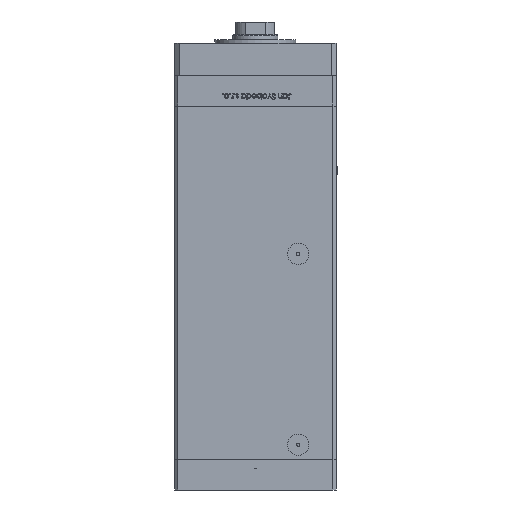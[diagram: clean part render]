
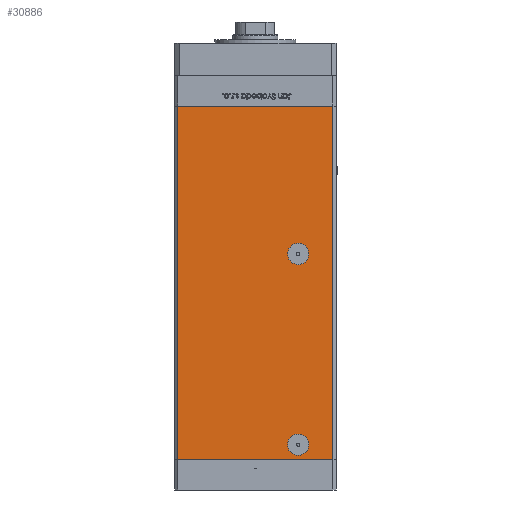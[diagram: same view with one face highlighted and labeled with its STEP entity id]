
A CAD part, front view. The second image highlights one B-rep face of the part: STEP entity #30886.
In plain terms, the highlighted planar face has unit normal (0, -1, 0).
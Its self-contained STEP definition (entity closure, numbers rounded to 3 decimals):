
#184 = ORIENTED_EDGE ( 'NONE', *, *, #32322, .T. ) ;
#887 = LINE ( 'NONE', #32224, #36219 ) ;
#1118 = VERTEX_POINT ( 'NONE', #1473 ) ;
#1218 = DIRECTION ( 'NONE',  ( 0., 0., -1. ) ) ;
#1473 = CARTESIAN_POINT ( 'NONE',  ( 26.5, -43.5, 133.58 ) ) ;
#2708 = CARTESIAN_POINT ( 'NONE',  ( 26.5, -43.5, 127. ) ) ;
#3534 = ORIENTED_EDGE ( 'NONE', *, *, #27824, .F. ) ;
#4024 = AXIS2_PLACEMENT_3D ( 'NONE', #40237, #18399, #39959 ) ;
#5492 = CIRCLE ( 'NONE', #44986, 6.58 ) ;
#5668 = DIRECTION ( 'NONE',  ( 0., 1., 0. ) ) ;
#5717 = EDGE_CURVE ( 'NONE', #30959, #53382, #21344, .T. ) ;
#5733 = DIRECTION ( 'NONE',  ( 0., 1., 0. ) ) ;
#6762 = PLANE ( 'NONE',  #32250 ) ;
#8187 = DIRECTION ( 'NONE',  ( 0., 0., -1. ) ) ;
#9205 = CARTESIAN_POINT ( 'NONE',  ( 26.5, -43.5, 127. ) ) ;
#10825 = VECTOR ( 'NONE', #8187, 1000. ) ;
#11350 = CARTESIAN_POINT ( 'NONE',  ( 48., -43.5, 218.5 ) ) ;
#11367 = DIRECTION ( 'NONE',  ( 0., 0., 1. ) ) ;
#12659 = CARTESIAN_POINT ( 'NONE',  ( 26.5, -43.5, 9. ) ) ;
#13219 = EDGE_LOOP ( 'NONE', ( #3534, #42911 ) ) ;
#14550 = VERTEX_POINT ( 'NONE', #30672 ) ;
#15105 = FACE_BOUND ( 'NONE', #13219, .T. ) ;
#15396 = FACE_BOUND ( 'NONE', #16059, .T. ) ;
#15684 = DIRECTION ( 'NONE',  ( 0., 1., 0. ) ) ;
#16059 = EDGE_LOOP ( 'NONE', ( #35911, #184 ) ) ;
#16469 = DIRECTION ( 'NONE',  ( 1., 0., 0. ) ) ;
#18399 = DIRECTION ( 'NONE',  ( 0., -1., 0. ) ) ;
#18519 = EDGE_CURVE ( 'NONE', #33813, #53382, #47589, .T. ) ;
#20008 = VERTEX_POINT ( 'NONE', #23601 ) ;
#20774 = CARTESIAN_POINT ( 'NONE',  ( -48., -43.5, 0. ) ) ;
#21308 = AXIS2_PLACEMENT_3D ( 'NONE', #2708, #5668, #41811 ) ;
#21311 = CIRCLE ( 'NONE', #53441, 6.58 ) ;
#21344 = LINE ( 'NONE', #20774, #54088 ) ;
#22216 = EDGE_CURVE ( 'NONE', #14550, #30959, #27662, .T. ) ;
#23601 = CARTESIAN_POINT ( 'NONE',  ( 26.5, -43.5, 2.42 ) ) ;
#27662 = LINE ( 'NONE', #31983, #36561 ) ;
#27824 = EDGE_CURVE ( 'NONE', #20008, #55834, #5492, .T. ) ;
#29912 = DIRECTION ( 'NONE',  ( 0., -1., 0. ) ) ;
#30672 = CARTESIAN_POINT ( 'NONE',  ( -48., -43.5, 218.5 ) ) ;
#30886 = ADVANCED_FACE ( 'NONE', ( #15105, #37237, #15396 ), #6762, .F. ) ;
#30959 = VERTEX_POINT ( 'NONE', #52760 ) ;
#31384 = CIRCLE ( 'NONE', #21308, 6.58 ) ;
#31656 = DIRECTION ( 'NONE',  ( 1., 0., 0. ) ) ;
#31983 = CARTESIAN_POINT ( 'NONE',  ( -48., -43.5, 218.5 ) ) ;
#32052 = CARTESIAN_POINT ( 'NONE',  ( 26.5, -43.5, 120.42 ) ) ;
#32224 = CARTESIAN_POINT ( 'NONE',  ( -48., -43.5, 218.5 ) ) ;
#32250 = AXIS2_PLACEMENT_3D ( 'NONE', #41837, #15684, #11367 ) ;
#32322 = EDGE_CURVE ( 'NONE', #1118, #42496, #21311, .T. ) ;
#32613 = ORIENTED_EDGE ( 'NONE', *, *, #42073, .F. ) ;
#33813 = VERTEX_POINT ( 'NONE', #11350 ) ;
#35911 = ORIENTED_EDGE ( 'NONE', *, *, #36861, .T. ) ;
#36219 = VECTOR ( 'NONE', #31656, 1000. ) ;
#36561 = VECTOR ( 'NONE', #1218, 1000. ) ;
#36861 = EDGE_CURVE ( 'NONE', #42496, #1118, #31384, .T. ) ;
#37237 = FACE_OUTER_BOUND ( 'NONE', #44528, .T. ) ;
#39383 = DIRECTION ( 'NONE',  ( 0., 0., -1. ) ) ;
#39959 = DIRECTION ( 'NONE',  ( 0., 0., -1. ) ) ;
#40237 = CARTESIAN_POINT ( 'NONE',  ( 26.5, -43.5, 9. ) ) ;
#40805 = DIRECTION ( 'NONE',  ( 0., 0., -1. ) ) ;
#41811 = DIRECTION ( 'NONE',  ( 0., 0., -1. ) ) ;
#41837 = CARTESIAN_POINT ( 'NONE',  ( -48., -43.5, 218.5 ) ) ;
#42073 = EDGE_CURVE ( 'NONE', #14550, #33813, #887, .T. ) ;
#42496 = VERTEX_POINT ( 'NONE', #32052 ) ;
#42566 = CIRCLE ( 'NONE', #4024, 6.58 ) ;
#42911 = ORIENTED_EDGE ( 'NONE', *, *, #45845, .F. ) ;
#43398 = CARTESIAN_POINT ( 'NONE',  ( 26.5, -43.5, 15.58 ) ) ;
#43829 = CARTESIAN_POINT ( 'NONE',  ( 48., -43.5, 218.5 ) ) ;
#44528 = EDGE_LOOP ( 'NONE', ( #52560, #56882, #32613, #47399 ) ) ;
#44986 = AXIS2_PLACEMENT_3D ( 'NONE', #12659, #29912, #39383 ) ;
#45845 = EDGE_CURVE ( 'NONE', #55834, #20008, #42566, .T. ) ;
#47207 = CARTESIAN_POINT ( 'NONE',  ( 48., -43.5, 0. ) ) ;
#47399 = ORIENTED_EDGE ( 'NONE', *, *, #22216, .T. ) ;
#47589 = LINE ( 'NONE', #43829, #10825 ) ;
#52560 = ORIENTED_EDGE ( 'NONE', *, *, #5717, .T. ) ;
#52760 = CARTESIAN_POINT ( 'NONE',  ( -48., -43.5, 0. ) ) ;
#53382 = VERTEX_POINT ( 'NONE', #47207 ) ;
#53441 = AXIS2_PLACEMENT_3D ( 'NONE', #9205, #5733, #40805 ) ;
#54088 = VECTOR ( 'NONE', #16469, 1000. ) ;
#55834 = VERTEX_POINT ( 'NONE', #43398 ) ;
#56882 = ORIENTED_EDGE ( 'NONE', *, *, #18519, .F. ) ;
